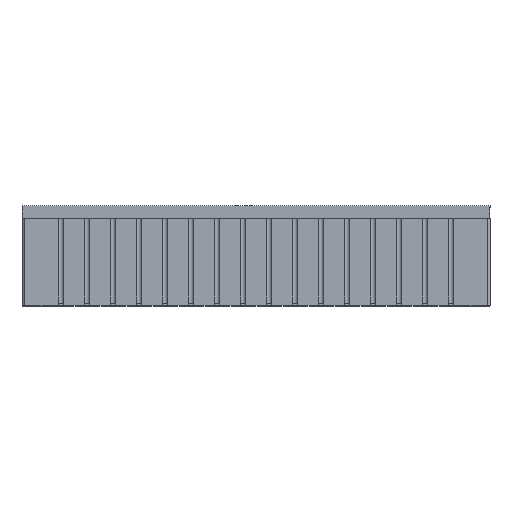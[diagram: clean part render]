
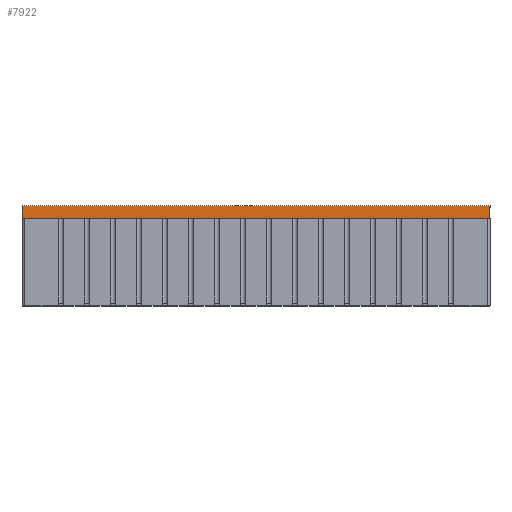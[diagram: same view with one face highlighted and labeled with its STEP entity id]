
A CAD part, top view. The second image highlights one B-rep face of the part: STEP entity #7922.
In plain terms, the highlighted planar face has unit normal (0, 0, 1).
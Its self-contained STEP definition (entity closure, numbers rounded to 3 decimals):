
#709=FACE_OUTER_BOUND('',#1138,.T.);
#1138=EDGE_LOOP('',(#7134,#7135,#7136,#7137));
#2103=LINE('',#12976,#3071);
#2106=LINE('',#12982,#3074);
#2109=LINE('',#12988,#3077);
#2110=LINE('',#12989,#3078);
#3071=VECTOR('',#10699,18.);
#3074=VECTOR('',#10704,0.5);
#3077=VECTOR('',#10709,0.5);
#3078=VECTOR('',#10710,18.);
#3778=VERTEX_POINT('',#12972);
#3780=VERTEX_POINT('',#12975);
#3782=VERTEX_POINT('',#12981);
#3784=VERTEX_POINT('',#12987);
#4897=EDGE_CURVE('',#3780,#3778,#2103,.T.);
#4900=EDGE_CURVE('',#3782,#3780,#2106,.T.);
#4903=EDGE_CURVE('',#3784,#3778,#2109,.T.);
#4904=EDGE_CURVE('',#3782,#3784,#2110,.T.);
#7134=ORIENTED_EDGE('',*,*,#4897,.T.);
#7135=ORIENTED_EDGE('',*,*,#4903,.F.);
#7136=ORIENTED_EDGE('',*,*,#4904,.F.);
#7137=ORIENTED_EDGE('',*,*,#4900,.T.);
#7497=PLANE('',#8577);
#7922=ADVANCED_FACE('',(#709),#7497,.T.);
#8577=AXIS2_PLACEMENT_3D('',#12986,#10707,#10708);
#10699=DIRECTION('',(-1.,0.,0.));
#10704=DIRECTION('',(0.,1.,0.));
#10707=DIRECTION('center_axis',(0.,0.,1.));
#10708=DIRECTION('ref_axis',(1.,0.,0.));
#10709=DIRECTION('',(0.,1.,0.));
#10710=DIRECTION('',(-1.,0.,0.));
#12972=CARTESIAN_POINT('',(-10.382,2.472,7.488));
#12975=CARTESIAN_POINT('',(7.618,2.472,7.488));
#12976=CARTESIAN_POINT('',(-1.332,2.472,7.488));
#12981=CARTESIAN_POINT('',(7.618,1.972,7.488));
#12982=CARTESIAN_POINT('',(7.618,1.972,7.488));
#12986=CARTESIAN_POINT('Origin',(-10.282,1.972,7.488));
#12987=CARTESIAN_POINT('',(-10.382,1.972,7.488));
#12988=CARTESIAN_POINT('',(-10.382,1.972,7.488));
#12989=CARTESIAN_POINT('',(7.618,1.972,7.488));
